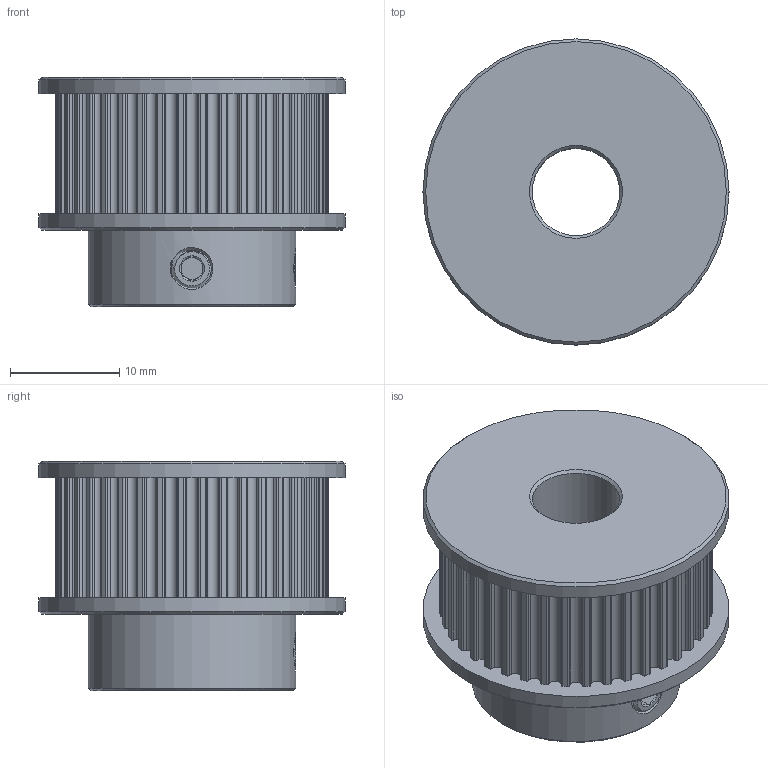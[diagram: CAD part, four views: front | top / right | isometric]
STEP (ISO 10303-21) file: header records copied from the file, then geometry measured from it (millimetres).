
FILE_DESCRIPTION(/* description */ (''),/* implementation_level */ '2;1');
FILE_NAME(/* name */ 'GT2 Timing Pulley 40T 10mm - Bore_8mm.step',/* time_stamp */ '2019-01-05T19:23:08+01:00',/* author */ (''),/* organization */ (''),/* preprocessor_version */ 'ST-DEVELOPER v17.2',/* originating_system */ 'Autodesk Translation Framework v7.6.0.251',/* authorisation */ '');
FILE_SCHEMA (('AUTOMOTIVE_DESIGN { 1 0 10303 214 3 1 1 }'));
Length unit declared in the file: millimetre
Products named in the file (2): GT2 Timing Pulley 40T 10mm - Bore:8mm; M4x0.7X4mm - flat-tip Set screw
Assembly tree (2 placements, depth 2):
  GT2 Timing Pulley 40T 10mm - Bore:8mm
    M4x0.7X4mm - flat-tip Set screw  x2
Bounding box: 28 x 28 x 21 mm (x, y, z)
Volume: 7800.2 mm3; surface area: 4097.3 mm2
Topology: 3 solids, 3 shells, 330 faces, 930 edges, 609 vertices
Faces by surface type: cylinder 268, plane 33, cone 23, bspline 6
Full cylindrical faces by diameter (mm): 3.091 x8, 3.332 x2, 4 x6, 8 x1, 19 x1, 28 x2
Entity records: 11066 total; most frequent: CARTESIAN_POINT 2869, DIRECTION 1909, ORIENTED_EDGE 1692, EDGE_CURVE 846, AXIS2_PLACEMENT_3D 813, VERTEX_POINT 560, CIRCLE 519, EDGE_LOOP 304
